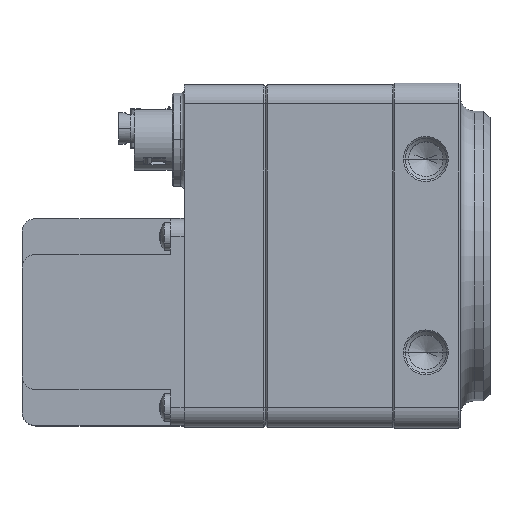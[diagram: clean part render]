
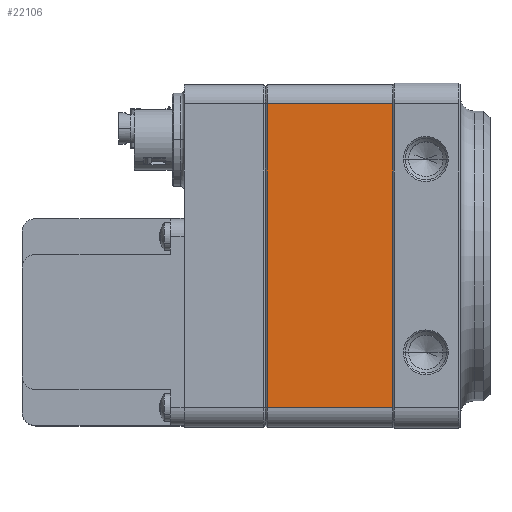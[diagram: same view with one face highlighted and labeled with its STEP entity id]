
A CAD part, top view. The second image highlights one B-rep face of the part: STEP entity #22106.
In plain terms, the highlighted face is planar.
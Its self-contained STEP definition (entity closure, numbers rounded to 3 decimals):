
#21551=DIRECTION('',(0.,0.,-1.));
#21552=VECTOR('',#21551,44.);
#21553=CARTESIAN_POINT('',(0.,-24.8,22.));
#21554=LINE('',#21553,#21552);
#21770=DIRECTION('',(0.,0.,-1.));
#21771=VECTOR('',#21770,44.);
#21772=CARTESIAN_POINT('',(18.15,-24.8,
22.));
#21773=LINE('',#21772,#21771);
#21777=DIRECTION('',(-1.,0.,0.));
#21778=VECTOR('',#21777,18.15);
#21779=CARTESIAN_POINT('',(18.15,-24.8,
-22.));
#21780=LINE('',#21779,#21778);
#21784=DIRECTION('',(-1.,0.,0.));
#21785=VECTOR('',#21784,18.15);
#21786=CARTESIAN_POINT('',(18.15,-24.8,
22.));
#21787=LINE('',#21786,#21785);
#21824=CARTESIAN_POINT('',(0.,-24.8,22.));
#21826=VERTEX_POINT('',#21824);
#21829=CARTESIAN_POINT('',(0.,-24.8,-22.));
#21831=VERTEX_POINT('',#21829);
#21846=CARTESIAN_POINT('',(18.15,-24.8,22.));
#21847=VERTEX_POINT('',#21846);
#21850=CARTESIAN_POINT('',(18.15,-24.8,
-22.));
#21851=VERTEX_POINT('',#21850);
#22094=CARTESIAN_POINT('',(0.,-24.8,24.8));
#22095=DIRECTION('',(0.,-1.,0.));
#22096=DIRECTION('',(0.,0.,-1.));
#22097=AXIS2_PLACEMENT_3D('',#22094,#22095,#22096);
#22098=PLANE('',#22097);
#22099=ORIENTED_EDGE('',*,*,#21981,.T.);
#22100=ORIENTED_EDGE('',*,*,#22089,.T.);
#22101=ORIENTED_EDGE('',*,*,#21879,.F.);
#22103=ORIENTED_EDGE('',*,*,#22102,.F.);
#22104=EDGE_LOOP('',(#22099,#22100,#22101,#22103));
#22105=FACE_OUTER_BOUND('',#22104,.F.);
#22106=ADVANCED_FACE('',(#22105),#22098,.T.);
#21879=EDGE_CURVE('',#21826,#21831,#21554,.T.);
#21981=EDGE_CURVE('',#21847,#21851,#21773,.T.);
#22089=EDGE_CURVE('',#21851,#21831,#21780,.T.);
#22102=EDGE_CURVE('',#21847,#21826,#21787,.T.);
